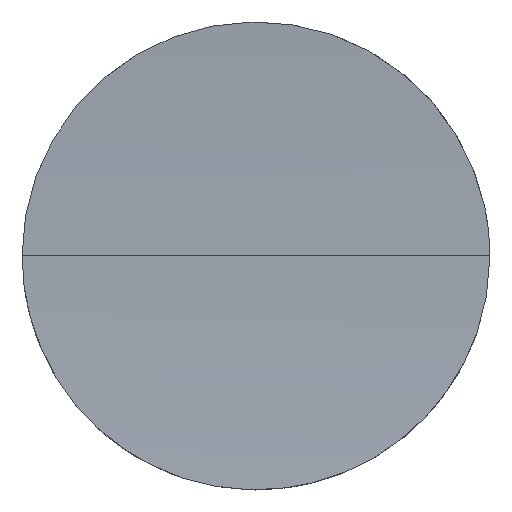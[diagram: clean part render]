
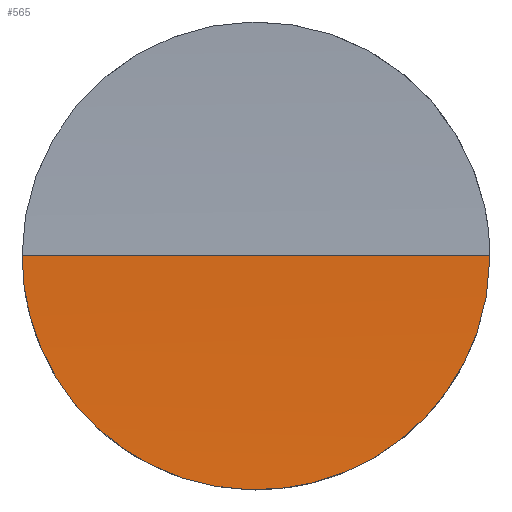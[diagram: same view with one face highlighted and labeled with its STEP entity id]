
A CAD part, top view. The second image highlights one B-rep face of the part: STEP entity #565.
In plain terms, the highlighted cylindrical face has radius 200 mm (diameter 400 mm), a partial arc.
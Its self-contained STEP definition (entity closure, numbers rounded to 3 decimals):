
#388 = VERTEX_POINT ( 'NONE', #1684 ) ;
#389 = EDGE_CURVE ( 'NONE', #713, #388, #1699, .T. ) ;
#503 = EDGE_CURVE ( 'NONE', #388, #713, #2231, .T. ) ;
#562 = ORIENTED_EDGE ( 'NONE', *, *, #503, .F. ) ;
#565 = ADVANCED_FACE ( 'NONE', ( #2482 ), #2481, .F. ) ;
#566 = ORIENTED_EDGE ( 'NONE', *, *, #389, .F. ) ;
#568 = EDGE_LOOP ( 'NONE', ( #566, #562 ) ) ;
#713 = VERTEX_POINT ( 'NONE', #2537 ) ;
#1684 = CARTESIAN_POINT ( 'NONE',  ( 12.7, 0., 2. ) ) ;
#1696 = DIRECTION ( 'NONE',  ( 1., 0., 0. ) ) ;
#1697 = VECTOR ( 'NONE', #1696, 1000. ) ;
#1698 = CARTESIAN_POINT ( 'NONE',  ( -12.7, 0., 2. ) ) ;
#1699 = LINE ( 'NONE', #1698, #1697 ) ;
#2092 = CARTESIAN_POINT ( 'NONE',  ( -7.389, -10.338, 2.267 ) ) ;
#2093 = CARTESIAN_POINT ( 'NONE',  ( -6.354, -11.028, 2.304 ) ) ;
#2094 = CARTESIAN_POINT ( 'NONE',  ( -5.624, -11.417, 2.326 ) ) ;
#2095 = CARTESIAN_POINT ( 'NONE',  ( -4.469, -11.895, 2.354 ) ) ;
#2096 = CARTESIAN_POINT ( 'NONE',  ( -4.072, -12.037, 2.362 ) ) ;
#2097 = CARTESIAN_POINT ( 'NONE',  ( -3.275, -12.277, 2.377 ) ) ;
#2098 = CARTESIAN_POINT ( 'NONE',  ( -2.873, -12.378, 2.383 ) ) ;
#2099 = CARTESIAN_POINT ( 'NONE',  ( -1.656, -12.619, 2.398 ) ) ;
#2100 = CARTESIAN_POINT ( 'NONE',  ( -0.828, -12.701, 2.404 ) ) ;
#2101 = CARTESIAN_POINT ( 'NONE',  ( 0.848, -12.699, 2.404 ) ) ;
#2102 = CARTESIAN_POINT ( 'NONE',  ( 1.673, -12.617, 2.398 ) ) ;
#2103 = CARTESIAN_POINT ( 'NONE',  ( 2.89, -12.374, 2.383 ) ) ;
#2104 = CARTESIAN_POINT ( 'NONE',  ( 3.293, -12.273, 2.377 ) ) ;
#2105 = CARTESIAN_POINT ( 'NONE',  ( 4.091, -12.03, 2.362 ) ) ;
#2106 = CARTESIAN_POINT ( 'NONE',  ( 4.488, -11.888, 2.354 ) ) ;
#2107 = CARTESIAN_POINT ( 'NONE',  ( 5.64, -11.41, 2.325 ) ) ;
#2108 = CARTESIAN_POINT ( 'NONE',  ( 6.368, -11.019, 2.303 ) ) ;
#2109 = CARTESIAN_POINT ( 'NONE',  ( 7.404, -10.327, 2.267 ) ) ;
#2110 = CARTESIAN_POINT ( 'NONE',  ( 7.741, -10.077, 2.254 ) ) ;
#2111 = CARTESIAN_POINT ( 'NONE',  ( 8.387, -9.546, 2.228 ) ) ;
#2161 = CARTESIAN_POINT ( 'NONE',  ( -12.7, 0., 2. ) ) ;
#2162 = CARTESIAN_POINT ( 'NONE',  ( -12.7, -0.839, 2. ) ) ;
#2163 = CARTESIAN_POINT ( 'NONE',  ( -12.618, -1.669, 2.005 ) ) ;
#2164 = CARTESIAN_POINT ( 'NONE',  ( -12.371, -2.901, 2.021 ) ) ;
#2165 = CARTESIAN_POINT ( 'NONE',  ( -12.269, -3.308, 2.027 ) ) ;
#2166 = CARTESIAN_POINT ( 'NONE',  ( -12.027, -4.102, 2.042 ) ) ;
#2167 = CARTESIAN_POINT ( 'NONE',  ( -11.747, -4.881, 2.058 ) ) ;
#2168 = CARTESIAN_POINT ( 'NONE',  ( -11.392, -5.629, 2.079 ) ) ;
#2169 = CARTESIAN_POINT ( 'NONE',  ( -10.999, -6.362, 2.101 ) ) ;
#2170 = CARTESIAN_POINT ( 'NONE',  ( -10.782, -6.723, 2.113 ) ) ;
#2171 = CARTESIAN_POINT ( 'NONE',  ( -10.086, -7.762, 2.149 ) ) ;
#2172 = CARTESIAN_POINT ( 'NONE',  ( -9.56, -8.401, 2.176 ) ) ;
#2173 = CARTESIAN_POINT ( 'NONE',  ( -8.681, -9.279, 2.215 ) ) ;
#2174 = CARTESIAN_POINT ( 'NONE',  ( -8.372, -9.559, 2.228 ) ) ;
#2175 = CARTESIAN_POINT ( 'NONE',  ( -7.724, -10.09, 2.254 ) ) ;
#2231 = B_SPLINE_CURVE_WITH_KNOTS ( 'NONE', 3,
 ( #2287, #2286, #2285, #2284, #2283, #2282, #2281, #2280, #2279, #2278, #2277, #2276, #2275, #2111, #2110, #2109, #2108, #2107, #2106, #2105, #2104, #2103, #2102, #2101, #2100, #2099, #2098, #2097, #2096, #2095, #2094, #2093, #2092, #2175, #2174, #2173, #2172, #2171, #2170, #2169, #2168, #2167, #2166, #2165, #2164, #2163, #2162, #2161 ),
 .UNSPECIFIED., .F., .F.,
 ( 4, 2, 2, 1, 2, 2, 2, 2, 2, 2, 2, 2, 2, 2, 2, 2, 2, 2, 2, 2, 2, 1, 2, 2, 4 ),
 ( 0.04, 0.042, 0.043, 0.045, 0.046, 0.047, 0.05, 0.051, 0.052, 0.055, 0.056, 0.057, 0.06, 0.062, 0.063, 0.065, 0.067, 0.068, 0.069, 0.072, 0.073, 0.074, 0.076, 0.077, 0.079 ),
 .UNSPECIFIED. ) ;
#2275 = CARTESIAN_POINT ( 'NONE',  ( 8.694, -9.267, 2.215 ) ) ;
#2276 = CARTESIAN_POINT ( 'NONE',  ( 9.572, -8.388, 2.175 ) ) ;
#2277 = CARTESIAN_POINT ( 'NONE',  ( 10.097, -7.749, 2.149 ) ) ;
#2278 = CARTESIAN_POINT ( 'NONE',  ( 10.793, -6.706, 2.112 ) ) ;
#2279 = CARTESIAN_POINT ( 'NONE',  ( 11.009, -6.346, 2.1 ) ) ;
#2280 = CARTESIAN_POINT ( 'NONE',  ( 11.4, -5.613, 2.078 ) ) ;
#2281 = CARTESIAN_POINT ( 'NONE',  ( 11.753, -4.865, 2.058 ) ) ;
#2282 = CARTESIAN_POINT ( 'NONE',  ( 12.032, -4.085, 2.041 ) ) ;
#2283 = CARTESIAN_POINT ( 'NONE',  ( 12.274, -3.289, 2.027 ) ) ;
#2284 = CARTESIAN_POINT ( 'NONE',  ( 12.376, -2.881, 2.02 ) ) ;
#2285 = CARTESIAN_POINT ( 'NONE',  ( 12.62, -1.653, 2.005 ) ) ;
#2286 = CARTESIAN_POINT ( 'NONE',  ( 12.7, -0.829, 2. ) ) ;
#2287 = CARTESIAN_POINT ( 'NONE',  ( 12.7, 0., 2. ) ) ;
#2372 = AXIS2_PLACEMENT_3D ( 'NONE', #2496, #2495, #2492 ) ;
#2481 = CYLINDRICAL_SURFACE ( 'NONE', #2372, 200. ) ;
#2482 = FACE_OUTER_BOUND ( 'NONE', #568, .T. ) ;
#2492 = DIRECTION ( 'NONE',  ( 0., 0., -1. ) ) ;
#2495 = DIRECTION ( 'NONE',  ( 1., 0., 0. ) ) ;
#2496 = CARTESIAN_POINT ( 'NONE',  ( -12.7, 0., 202. ) ) ;
#2537 = CARTESIAN_POINT ( 'NONE',  ( -12.7, 0., 2. ) ) ;
